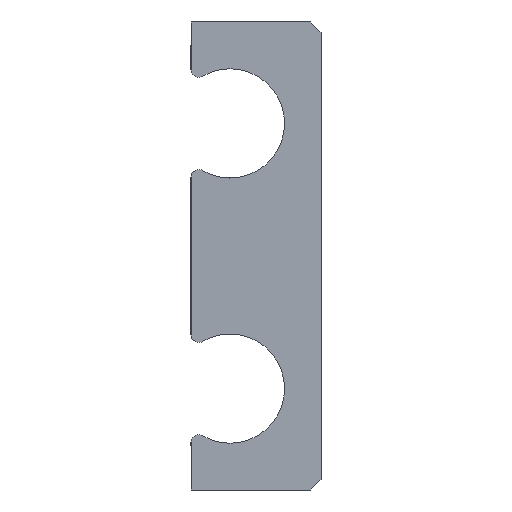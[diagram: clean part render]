
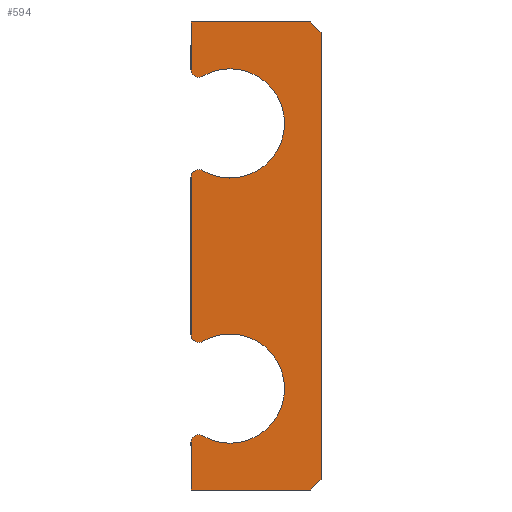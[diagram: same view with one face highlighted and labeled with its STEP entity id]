
A CAD part, left-side view. The second image highlights one B-rep face of the part: STEP entity #594.
In plain terms, the highlighted planar face has unit normal (-1, 0, 0).
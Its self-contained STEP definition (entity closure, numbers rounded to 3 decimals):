
#29=PLANE('',#652);
#58=FACE_OUTER_BOUND('',#97,.T.);
#97=EDGE_LOOP('',(#431,#432,#433,#434,#435,#436,#437,#438,#439,#440,#441,
#442,#443,#444));
#133=LINE('',#915,#181);
#138=LINE('',#940,#186);
#139=LINE('',#942,#187);
#140=LINE('',#944,#188);
#141=LINE('',#952,#189);
#142=LINE('',#960,#190);
#143=LINE('',#962,#191);
#144=LINE('',#963,#192);
#181=VECTOR('',#725,10.);
#186=VECTOR('',#750,10.);
#187=VECTOR('',#751,10.);
#188=VECTOR('',#752,10.);
#189=VECTOR('',#759,10.);
#190=VECTOR('',#766,10.);
#191=VECTOR('',#767,10.);
#192=VECTOR('',#768,10.);
#235=CIRCLE('',#653,0.3);
#236=CIRCLE('',#654,2.1);
#237=CIRCLE('',#655,0.3);
#238=CIRCLE('',#656,0.3);
#239=CIRCLE('',#657,2.1);
#240=CIRCLE('',#658,0.3);
#266=VERTEX_POINT('',#912);
#267=VERTEX_POINT('',#914);
#277=VERTEX_POINT('',#939);
#278=VERTEX_POINT('',#941);
#279=VERTEX_POINT('',#943);
#280=VERTEX_POINT('',#945);
#281=VERTEX_POINT('',#947);
#282=VERTEX_POINT('',#949);
#283=VERTEX_POINT('',#951);
#284=VERTEX_POINT('',#953);
#285=VERTEX_POINT('',#955);
#286=VERTEX_POINT('',#957);
#287=VERTEX_POINT('',#959);
#288=VERTEX_POINT('',#961);
#324=EDGE_CURVE('',#267,#266,#133,.T.);
#336=EDGE_CURVE('',#266,#277,#138,.T.);
#337=EDGE_CURVE('',#277,#278,#139,.T.);
#338=EDGE_CURVE('',#278,#279,#140,.T.);
#339=EDGE_CURVE('',#279,#280,#235,.T.);
#340=EDGE_CURVE('',#280,#281,#236,.T.);
#341=EDGE_CURVE('',#281,#282,#237,.T.);
#342=EDGE_CURVE('',#282,#283,#141,.T.);
#343=EDGE_CURVE('',#283,#284,#238,.T.);
#344=EDGE_CURVE('',#284,#285,#239,.T.);
#345=EDGE_CURVE('',#285,#286,#240,.T.);
#346=EDGE_CURVE('',#286,#287,#142,.T.);
#347=EDGE_CURVE('',#287,#288,#143,.T.);
#348=EDGE_CURVE('',#288,#267,#144,.T.);
#431=ORIENTED_EDGE('',*,*,#336,.T.);
#432=ORIENTED_EDGE('',*,*,#337,.T.);
#433=ORIENTED_EDGE('',*,*,#338,.T.);
#434=ORIENTED_EDGE('',*,*,#339,.T.);
#435=ORIENTED_EDGE('',*,*,#340,.T.);
#436=ORIENTED_EDGE('',*,*,#341,.T.);
#437=ORIENTED_EDGE('',*,*,#342,.T.);
#438=ORIENTED_EDGE('',*,*,#343,.T.);
#439=ORIENTED_EDGE('',*,*,#344,.T.);
#440=ORIENTED_EDGE('',*,*,#345,.T.);
#441=ORIENTED_EDGE('',*,*,#346,.T.);
#442=ORIENTED_EDGE('',*,*,#347,.T.);
#443=ORIENTED_EDGE('',*,*,#348,.T.);
#444=ORIENTED_EDGE('',*,*,#324,.T.);
#594=ADVANCED_FACE('',(#58),#29,.T.);
#652=AXIS2_PLACEMENT_3D('',#938,#748,#749);
#653=AXIS2_PLACEMENT_3D('',#946,#753,#754);
#654=AXIS2_PLACEMENT_3D('',#948,#755,#756);
#655=AXIS2_PLACEMENT_3D('',#950,#757,#758);
#656=AXIS2_PLACEMENT_3D('',#954,#760,#761);
#657=AXIS2_PLACEMENT_3D('',#956,#762,#763);
#658=AXIS2_PLACEMENT_3D('',#958,#764,#765);
#725=DIRECTION('',(0.,0.,1.));
#748=DIRECTION('center_axis',(-1.,0.,0.));
#749=DIRECTION('ref_axis',(0.,0.,1.));
#750=DIRECTION('',(0.,0.707,0.707));
#751=DIRECTION('',(0.,1.,0.));
#752=DIRECTION('',(0.,0.,-1.));
#753=DIRECTION('center_axis',(-1.,0.,0.));
#754=DIRECTION('ref_axis',(0.,1.,0.));
#755=DIRECTION('center_axis',(1.,0.,0.));
#756=DIRECTION('ref_axis',(0.,-1.,0.));
#757=DIRECTION('center_axis',(-1.,0.,0.));
#758=DIRECTION('ref_axis',(0.,-0.5,0.866));
#759=DIRECTION('',(0.,0.,-1.));
#760=DIRECTION('center_axis',(-1.,0.,0.));
#761=DIRECTION('ref_axis',(0.,1.,0.));
#762=DIRECTION('center_axis',(1.,0.,0.));
#763=DIRECTION('ref_axis',(0.,-1.,0.));
#764=DIRECTION('center_axis',(-1.,0.,0.));
#765=DIRECTION('ref_axis',(0.,-0.5,0.866));
#766=DIRECTION('',(0.,0.,-1.));
#767=DIRECTION('',(0.,-1.,0.));
#768=DIRECTION('',(0.,-0.707,0.707));
#912=CARTESIAN_POINT('',(-42.,0.,8.6));
#914=CARTESIAN_POINT('',(-42.,0.,-8.6));
#915=CARTESIAN_POINT('',(-42.,0.,0.));
#938=CARTESIAN_POINT('Origin',(-42.,8.98,0.));
#939=CARTESIAN_POINT('',(-42.,0.4,9.));
#940=CARTESIAN_POINT('',(-42.,0.195,8.795));
#941=CARTESIAN_POINT('',(-42.,5.,9.));
#942=CARTESIAN_POINT('',(-42.,4.49,9.));
#943=CARTESIAN_POINT('',(-42.,5.,7.178));
#944=CARTESIAN_POINT('',(-42.,5.,0.));
#945=CARTESIAN_POINT('',(-42.,4.55,6.919));
#946=CARTESIAN_POINT('Origin',(-42.,4.7,7.178));
#947=CARTESIAN_POINT('',(-42.,4.55,3.281));
#948=CARTESIAN_POINT('Origin',(-42.,3.5,5.1));
#949=CARTESIAN_POINT('',(-42.,5.,3.022));
#950=CARTESIAN_POINT('Origin',(-42.,4.7,3.022));
#951=CARTESIAN_POINT('',(-42.,5.,-3.022));
#952=CARTESIAN_POINT('',(-42.,5.,0.));
#953=CARTESIAN_POINT('',(-42.,4.55,-3.281));
#954=CARTESIAN_POINT('Origin',(-42.,4.7,-3.022));
#955=CARTESIAN_POINT('',(-42.,4.55,-6.919));
#956=CARTESIAN_POINT('Origin',(-42.,3.5,-5.1));
#957=CARTESIAN_POINT('',(-42.,5.,-7.178));
#958=CARTESIAN_POINT('Origin',(-42.,4.7,-7.178));
#959=CARTESIAN_POINT('',(-42.,5.,-9.));
#960=CARTESIAN_POINT('',(-42.,5.,0.));
#961=CARTESIAN_POINT('',(-42.,0.4,-9.));
#962=CARTESIAN_POINT('',(-42.,4.49,-9.));
#963=CARTESIAN_POINT('',(-42.,0.195,-8.795));
